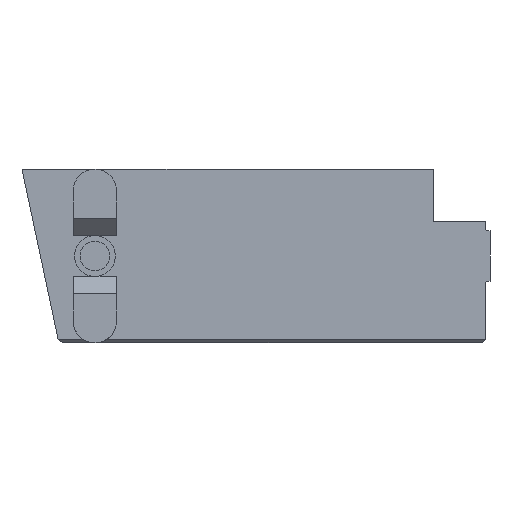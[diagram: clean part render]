
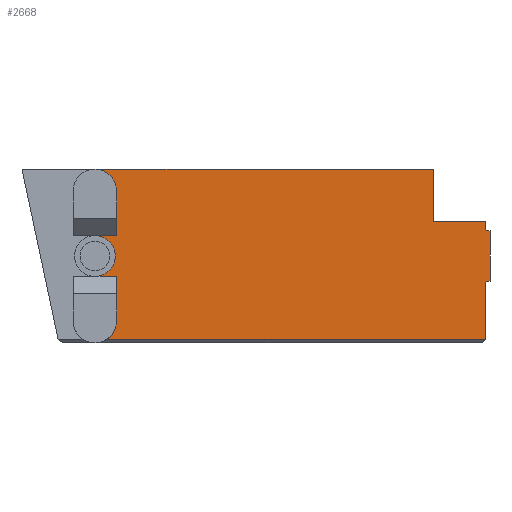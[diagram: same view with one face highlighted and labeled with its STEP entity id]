
A CAD part, front view. The second image highlights one B-rep face of the part: STEP entity #2668.
In plain terms, the highlighted planar face has unit normal (0, -1, 0).
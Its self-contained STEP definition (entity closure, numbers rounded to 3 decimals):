
#71=CIRCLE('',#2829,2.5);
#72=CIRCLE('',#2830,2.35);
#73=CIRCLE('',#2831,2.5);
#101=FACE_OUTER_BOUND('',#235,.T.);
#235=EDGE_LOOP('',(#1706,#1707,#1708,#1709,#1710,#1711,#1712,#1713,#1714,
#1715,#1716,#1717,#1718,#1719,#1720,#1721));
#450=LINE('',#3777,#755);
#457=LINE('',#3789,#762);
#458=LINE('',#3792,#763);
#459=LINE('',#3794,#764);
#460=LINE('',#3796,#765);
#461=LINE('',#3798,#766);
#462=LINE('',#3800,#767);
#463=LINE('',#3802,#768);
#464=LINE('',#3803,#769);
#465=LINE('',#3807,#770);
#466=LINE('',#3808,#771);
#467=LINE('',#3811,#772);
#468=LINE('',#3813,#773);
#755=VECTOR('',#3060,10.);
#762=VECTOR('',#3073,10.);
#763=VECTOR('',#3076,10.);
#764=VECTOR('',#3077,10.);
#765=VECTOR('',#3078,10.);
#766=VECTOR('',#3079,10.);
#767=VECTOR('',#3080,10.);
#768=VECTOR('',#3081,10.);
#769=VECTOR('',#3082,10.);
#770=VECTOR('',#3085,10.);
#771=VECTOR('',#3086,10.);
#772=VECTOR('',#3089,10.);
#773=VECTOR('',#3090,10.);
#1045=VERTEX_POINT('',#3734);
#1047=VERTEX_POINT('',#3738);
#1050=VERTEX_POINT('',#3744);
#1060=VERTEX_POINT('',#3771);
#1062=VERTEX_POINT('',#3775);
#1064=VERTEX_POINT('',#3787);
#1065=VERTEX_POINT('',#3791);
#1066=VERTEX_POINT('',#3793);
#1067=VERTEX_POINT('',#3795);
#1068=VERTEX_POINT('',#3797);
#1069=VERTEX_POINT('',#3799);
#1070=VERTEX_POINT('',#3801);
#1071=VERTEX_POINT('',#3804);
#1072=VERTEX_POINT('',#3806);
#1073=VERTEX_POINT('',#3810);
#1074=VERTEX_POINT('',#3812);
#1307=EDGE_CURVE('',#1060,#1062,#450,.T.);
#1314=EDGE_CURVE('',#1064,#1062,#457,.T.);
#1315=EDGE_CURVE('',#1064,#1065,#458,.T.);
#1316=EDGE_CURVE('',#1065,#1066,#459,.T.);
#1317=EDGE_CURVE('',#1066,#1067,#460,.T.);
#1318=EDGE_CURVE('',#1068,#1067,#461,.T.);
#1319=EDGE_CURVE('',#1069,#1068,#462,.T.);
#1320=EDGE_CURVE('',#1070,#1069,#463,.T.);
#1321=EDGE_CURVE('',#1070,#1050,#464,.T.);
#1322=EDGE_CURVE('',#1071,#1050,#71,.T.);
#1323=EDGE_CURVE('',#1072,#1071,#465,.T.);
#1324=EDGE_CURVE('',#1047,#1072,#466,.T.);
#1325=EDGE_CURVE('',#1047,#1045,#72,.T.);
#1326=EDGE_CURVE('',#1045,#1073,#467,.T.);
#1327=EDGE_CURVE('',#1074,#1073,#468,.T.);
#1328=EDGE_CURVE('',#1060,#1074,#73,.T.);
#1706=ORIENTED_EDGE('',*,*,#1307,.T.);
#1707=ORIENTED_EDGE('',*,*,#1314,.F.);
#1708=ORIENTED_EDGE('',*,*,#1315,.T.);
#1709=ORIENTED_EDGE('',*,*,#1316,.T.);
#1710=ORIENTED_EDGE('',*,*,#1317,.T.);
#1711=ORIENTED_EDGE('',*,*,#1318,.F.);
#1712=ORIENTED_EDGE('',*,*,#1319,.F.);
#1713=ORIENTED_EDGE('',*,*,#1320,.F.);
#1714=ORIENTED_EDGE('',*,*,#1321,.T.);
#1715=ORIENTED_EDGE('',*,*,#1322,.F.);
#1716=ORIENTED_EDGE('',*,*,#1323,.F.);
#1717=ORIENTED_EDGE('',*,*,#1324,.F.);
#1718=ORIENTED_EDGE('',*,*,#1325,.T.);
#1719=ORIENTED_EDGE('',*,*,#1326,.T.);
#1720=ORIENTED_EDGE('',*,*,#1327,.F.);
#1721=ORIENTED_EDGE('',*,*,#1328,.F.);
#2428=PLANE('',#2828);
#2668=ADVANCED_FACE('',(#101),#2428,.F.);
#2828=AXIS2_PLACEMENT_3D('',#3790,#3074,#3075);
#2829=AXIS2_PLACEMENT_3D('',#3805,#3083,#3084);
#2830=AXIS2_PLACEMENT_3D('',#3809,#3087,#3088);
#2831=AXIS2_PLACEMENT_3D('',#3814,#3091,#3092);
#3060=DIRECTION('',(1.,0.,0.));
#3073=DIRECTION('',(0.,0.,-1.));
#3074=DIRECTION('center_axis',(0.,1.,0.));
#3075=DIRECTION('ref_axis',(-1.,0.,0.));
#3076=DIRECTION('',(0.985,0.,0.174));
#3077=DIRECTION('',(0.,0.,1.));
#3078=DIRECTION('',(-0.985,0.,0.174));
#3079=DIRECTION('',(0.,0.,-1.));
#3080=DIRECTION('',(1.,0.,0.));
#3081=DIRECTION('',(0.,0.,-1.));
#3082=DIRECTION('',(-1.,0.,0.));
#3083=DIRECTION('center_axis',(0.,-1.,0.));
#3084=DIRECTION('ref_axis',(-1.,0.,0.));
#3085=DIRECTION('',(0.,0.,1.));
#3086=DIRECTION('',(1.,0.,0.));
#3087=DIRECTION('center_axis',(0.,1.,0.));
#3088=DIRECTION('ref_axis',(1.,0.,0.));
#3089=DIRECTION('',(1.,0.,0.));
#3090=DIRECTION('',(0.,0.,1.));
#3091=DIRECTION('center_axis',(0.,-1.,0.));
#3092=DIRECTION('ref_axis',(1.,0.,0.));
#3734=CARTESIAN_POINT('',(-9.338,2.5,7.65));
#3738=CARTESIAN_POINT('',(-9.338,2.5,12.35));
#3744=CARTESIAN_POINT('',(-9.338,2.5,20.));
#3771=CARTESIAN_POINT('',(-7.982,2.5,0.4));
#3775=CARTESIAN_POINT('',(35.662,2.5,0.4));
#3777=CARTESIAN_POINT('',(20.662,2.5,0.4));
#3787=CARTESIAN_POINT('',(35.662,2.5,7.));
#3789=CARTESIAN_POINT('',(35.662,2.5,10.5));
#3790=CARTESIAN_POINT('Origin',(35.662,2.5,0.));
#3791=CARTESIAN_POINT('',(36.162,2.5,7.088));
#3792=CARTESIAN_POINT('',(36.29,2.5,7.111));
#3793=CARTESIAN_POINT('',(36.162,2.5,12.912));
#3794=CARTESIAN_POINT('',(36.162,2.5,11.456));
#3795=CARTESIAN_POINT('',(35.662,2.5,13.));
#3796=CARTESIAN_POINT('',(36.04,2.5,12.933));
#3797=CARTESIAN_POINT('',(35.662,2.5,14.));
#3798=CARTESIAN_POINT('',(35.662,2.5,10.5));
#3799=CARTESIAN_POINT('',(29.662,2.5,14.));
#3800=CARTESIAN_POINT('',(32.662,2.5,14.));
#3801=CARTESIAN_POINT('',(29.662,2.5,20.));
#3802=CARTESIAN_POINT('',(29.662,2.5,8.5));
#3803=CARTESIAN_POINT('',(-24.338,2.5,20.));
#3804=CARTESIAN_POINT('',(-6.838,2.5,17.5));
#3805=CARTESIAN_POINT('Origin',(-9.338,2.5,17.5));
#3806=CARTESIAN_POINT('',(-6.838,2.5,12.35));
#3807=CARTESIAN_POINT('',(-6.838,2.5,8.75));
#3808=CARTESIAN_POINT('',(-11.838,2.5,12.35));
#3809=CARTESIAN_POINT('Origin',(-9.338,2.5,10.));
#3810=CARTESIAN_POINT('',(-6.838,2.5,7.65));
#3811=CARTESIAN_POINT('',(-11.838,2.5,7.65));
#3812=CARTESIAN_POINT('',(-6.838,2.5,2.5));
#3813=CARTESIAN_POINT('',(-6.838,2.5,8.75));
#3814=CARTESIAN_POINT('Origin',(-9.338,2.5,2.5));
